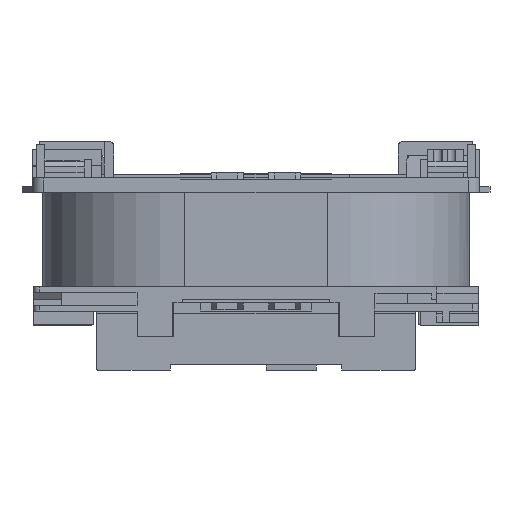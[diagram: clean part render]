
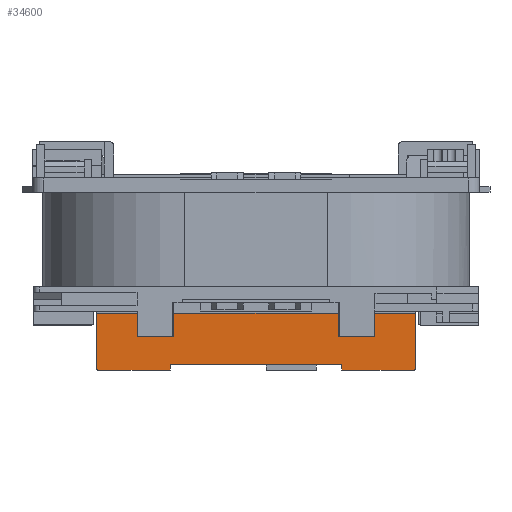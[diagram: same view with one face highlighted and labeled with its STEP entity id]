
A CAD part, front view. The second image highlights one B-rep face of the part: STEP entity #34600.
In plain terms, the highlighted planar face has unit normal (0, -1, 0).
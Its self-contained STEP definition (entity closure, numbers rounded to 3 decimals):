
#96 = DIRECTION ( 'NONE',  ( -1., 0., 0. ) ) ;
#302 = VERTEX_POINT ( 'NONE', #18873 ) ;
#1030 = DIRECTION ( 'NONE',  ( 0., 0., -1. ) ) ;
#1345 = LINE ( 'NONE', #30454, #2285 ) ;
#1724 = EDGE_CURVE ( 'NONE', #2079, #302, #12885, .T. ) ;
#1871 = ORIENTED_EDGE ( 'NONE', *, *, #23209, .F. ) ;
#2079 = VERTEX_POINT ( 'NONE', #10379 ) ;
#2197 = LINE ( 'NONE', #27325, #19009 ) ;
#2285 = VECTOR ( 'NONE', #24234, 1000. ) ;
#2814 = LINE ( 'NONE', #18896, #33576 ) ;
#4300 = LINE ( 'NONE', #33552, #15026 ) ;
#4625 = AXIS2_PLACEMENT_3D ( 'NONE', #20776, #14494, #35446 ) ;
#4752 = CARTESIAN_POINT ( 'NONE',  ( 28., 60.875, -31.05 ) ) ;
#4917 = CARTESIAN_POINT ( 'NONE',  ( 15.05, 60.875, -30.25 ) ) ;
#5899 = VERTEX_POINT ( 'NONE', #33029 ) ;
#5907 = EDGE_CURVE ( 'NONE', #23385, #302, #1345, .T. ) ;
#6460 = CARTESIAN_POINT ( 'NONE',  ( 27.8, 60.875, -31.25 ) ) ;
#6727 = DIRECTION ( 'NONE',  ( 0., 0., -1. ) ) ;
#7592 = AXIS2_PLACEMENT_3D ( 'NONE', #37450, #31348, #16405 ) ;
#8380 = CARTESIAN_POINT ( 'NONE',  ( -28., 60.875, -31.05 ) ) ;
#9857 = DIRECTION ( 'NONE',  ( -1., 0., 0. ) ) ;
#10146 = EDGE_LOOP ( 'NONE', ( #22604, #27193, #32145, #15199, #1871, #31941, #28692, #26502, #23176, #21942 ) ) ;
#10379 = CARTESIAN_POINT ( 'NONE',  ( 28., 60.875, -21.25 ) ) ;
#10878 = VERTEX_POINT ( 'NONE', #4917 ) ;
#11618 = LINE ( 'NONE', #31860, #14872 ) ;
#12399 = CIRCLE ( 'NONE', #29970, 0.2 ) ;
#12722 = EDGE_CURVE ( 'NONE', #10878, #5899, #2197, .T. ) ;
#12885 = LINE ( 'NONE', #20865, #21771 ) ;
#12901 = CARTESIAN_POINT ( 'NONE',  ( -15.05, 60.875, -30.25 ) ) ;
#13374 = VERTEX_POINT ( 'NONE', #27682 ) ;
#14412 = VERTEX_POINT ( 'NONE', #32221 ) ;
#14494 = DIRECTION ( 'NONE',  ( 0., -1., 0. ) ) ;
#14585 = DIRECTION ( 'NONE',  ( -1., 0., 0. ) ) ;
#14872 = VECTOR ( 'NONE', #26302, 1000. ) ;
#15026 = VECTOR ( 'NONE', #9857, 1000. ) ;
#15199 = ORIENTED_EDGE ( 'NONE', *, *, #24374, .F. ) ;
#15694 = LINE ( 'NONE', #12901, #35690 ) ;
#16405 = DIRECTION ( 'NONE',  ( 1., 0., 0. ) ) ;
#17972 = CARTESIAN_POINT ( 'NONE',  ( 54.764, 60.875, -31.25 ) ) ;
#18567 = CIRCLE ( 'NONE', #4625, 0.2 ) ;
#18873 = CARTESIAN_POINT ( 'NONE',  ( -28., 60.875, -21.25 ) ) ;
#18896 = CARTESIAN_POINT ( 'NONE',  ( 28., 60.875, -31.25 ) ) ;
#19009 = VECTOR ( 'NONE', #6727, 1000. ) ;
#19121 = EDGE_CURVE ( 'NONE', #24977, #13374, #11618, .T. ) ;
#19719 = EDGE_CURVE ( 'NONE', #23385, #13374, #18567, .T. ) ;
#20776 = CARTESIAN_POINT ( 'NONE',  ( -27.8, 60.875, -31.05 ) ) ;
#20865 = CARTESIAN_POINT ( 'NONE',  ( 54.764, 60.875, -21.25 ) ) ;
#21347 = EDGE_CURVE ( 'NONE', #27418, #28639, #12399, .T. ) ;
#21771 = VECTOR ( 'NONE', #14585, 1000. ) ;
#21942 = ORIENTED_EDGE ( 'NONE', *, *, #1724, .T. ) ;
#22015 = CARTESIAN_POINT ( 'NONE',  ( 27.8, 60.875, -31.05 ) ) ;
#22604 = ORIENTED_EDGE ( 'NONE', *, *, #5907, .F. ) ;
#23176 = ORIENTED_EDGE ( 'NONE', *, *, #26982, .T. ) ;
#23209 = EDGE_CURVE ( 'NONE', #10878, #14412, #4300, .T. ) ;
#23385 = VERTEX_POINT ( 'NONE', #8380 ) ;
#24234 = DIRECTION ( 'NONE',  ( 0., 0., 1. ) ) ;
#24374 = EDGE_CURVE ( 'NONE', #14412, #24977, #15694, .T. ) ;
#24977 = VERTEX_POINT ( 'NONE', #37065 ) ;
#26302 = DIRECTION ( 'NONE',  ( -1., 0., 0. ) ) ;
#26502 = ORIENTED_EDGE ( 'NONE', *, *, #21347, .T. ) ;
#26982 = EDGE_CURVE ( 'NONE', #28639, #2079, #2814, .T. ) ;
#27193 = ORIENTED_EDGE ( 'NONE', *, *, #19719, .T. ) ;
#27305 = LINE ( 'NONE', #17972, #28236 ) ;
#27325 = CARTESIAN_POINT ( 'NONE',  ( 15.05, 60.875, -30.25 ) ) ;
#27418 = VERTEX_POINT ( 'NONE', #6460 ) ;
#27682 = CARTESIAN_POINT ( 'NONE',  ( -27.8, 60.875, -31.25 ) ) ;
#27759 = DIRECTION ( 'NONE',  ( 0., 0., 1. ) ) ;
#28236 = VECTOR ( 'NONE', #96, 1000. ) ;
#28639 = VERTEX_POINT ( 'NONE', #4752 ) ;
#28692 = ORIENTED_EDGE ( 'NONE', *, *, #36192, .F. ) ;
#29970 = AXIS2_PLACEMENT_3D ( 'NONE', #22015, #37073, #34211 ) ;
#30454 = CARTESIAN_POINT ( 'NONE',  ( -28., 60.875, -31.25 ) ) ;
#31348 = DIRECTION ( 'NONE',  ( 0., -1., 0. ) ) ;
#31860 = CARTESIAN_POINT ( 'NONE',  ( 54.764, 60.875, -31.25 ) ) ;
#31941 = ORIENTED_EDGE ( 'NONE', *, *, #12722, .T. ) ;
#32145 = ORIENTED_EDGE ( 'NONE', *, *, #19121, .F. ) ;
#32221 = CARTESIAN_POINT ( 'NONE',  ( -15.05, 60.875, -30.25 ) ) ;
#33029 = CARTESIAN_POINT ( 'NONE',  ( 15.05, 60.875, -31.25 ) ) ;
#33552 = CARTESIAN_POINT ( 'NONE',  ( 15.05, 60.875, -30.25 ) ) ;
#33576 = VECTOR ( 'NONE', #27759, 1000. ) ;
#34211 = DIRECTION ( 'NONE',  ( 1., 0., 0. ) ) ;
#34600 = ADVANCED_FACE ( 'NONE', ( #38435 ), #37566, .T. ) ;
#35446 = DIRECTION ( 'NONE',  ( 1., 0., 0. ) ) ;
#35690 = VECTOR ( 'NONE', #1030, 1000. ) ;
#36192 = EDGE_CURVE ( 'NONE', #27418, #5899, #27305, .T. ) ;
#37065 = CARTESIAN_POINT ( 'NONE',  ( -15.05, 60.875, -31.25 ) ) ;
#37073 = DIRECTION ( 'NONE',  ( 0., -1., 0. ) ) ;
#37450 = CARTESIAN_POINT ( 'NONE',  ( 54.764, 60.875, -31.25 ) ) ;
#37566 = PLANE ( 'NONE',  #7592 ) ;
#38435 = FACE_OUTER_BOUND ( 'NONE', #10146, .T. ) ;
